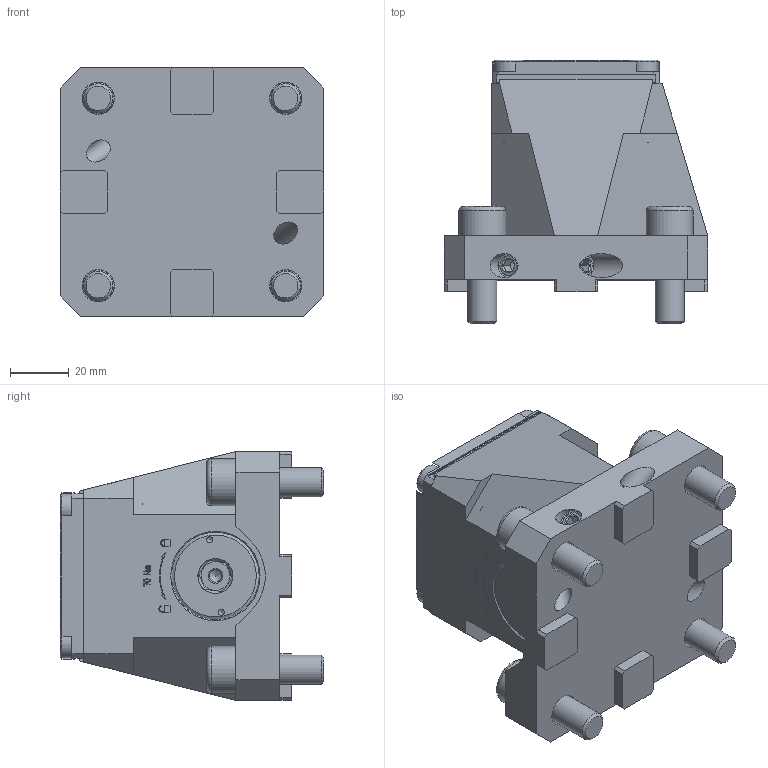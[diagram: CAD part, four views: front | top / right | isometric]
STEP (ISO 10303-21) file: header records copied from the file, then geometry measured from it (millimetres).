
FILE_DESCRIPTION (( 'STEP AP214' ), '1' );
FILE_NAME ('RER.PB5.BM5.075-11.STEP', '2019-07-04T10:31:32', ( '' ), ( '' ), 'SwSTEP 2.0', 'SolidWorks 2017', '' );
FILE_SCHEMA (( 'AUTOMOTIVE_DESIGN' ));
Length unit declared in the file: millimetre
Products named in the file (23): O-Ring_1.50-AD31.50; 18513_Zugfeder_0.32x1.80x21; O-Ring_1.50-AD20.00; O-Ring_1.50-AD15.00; 777.18513.002.1.01.01.01; DIN 3771 - 17x2; RER.PB5.BM5.075-11; ISO 8752 3x10; 763.18513.001.1; DIN 7984 - M6 x 16; ISO 4026 - M8 x 8; U50-PS5.029.008_C; 786.19200.106.0; ISO 4762 - M4 x 40_PreviewCfg; ISO 4762 - M10 x 30; 765.18513.001.0.05; U50-PS5.BER.042_B; U50-PS5.BER.003_A; ISO 4026 - M5 x 5; RER-PB5.BM5.075-11_B; U50-PS5.BER.005_A; U50-PS5.BER.008_180ø gedreht; 986.19200.000.1
Assembly tree (38 placements, depth 4):
  RER.PB5.BM5.075-11
    RER-PB5.BM5.075-11_B
    U50-PS5.BER.008_180ø gedreht
      U50-PS5.029.008_C
      U50-PS5.BER.042_B
      ISO 4762 - M4 x 40_PreviewCfg  x2
      DIN 7984 - M6 x 16  x4
      U50-PS5.BER.003_A
      986.19200.000.1
        777.18513.002.1.01.01.01  x2
        765.18513.001.0.05  x6
        O-Ring_1.50-AD31.50
        O-Ring_1.50-AD20.00
        O-Ring_1.50-AD15.00
        763.18513.001.1
        18513_Zugfeder_0.32x1.80x21
        786.19200.106.0
      U50-PS5.BER.005_A
      DIN 3771 - 17x2
      ISO 4026 - M5 x 5
      ISO 8752 3x10
    ISO 4762 - M10 x 30  x4
    ISO 4026 - M8 x 8  x4
Bounding box: 90 x 90 x 85 mm (x, y, z)
Volume: 311140.7 mm3; surface area: 109528.6 mm2
Topology: 36 solids, 36 shells, 1040 faces, 2834 edges, 1886 vertices
Faces by surface type: plane 493, cylinder 216, cone 182, bspline 116, torus 31, sphere 2
Full cylindrical faces by diameter (mm): 2.1 x2, 3 x3, 3.3 x2, 4 x2, 4.17 x3, 4.2 x7, 5 x5, 6 x4, 6.2 x4, 6.8 x9, 7 x3, 7.1 x1, 8 x4, 8.2 x4, 9.8 x1, 10 x8, 11 x4, 12 x1, 12.8 x2, 12.9 x1, 13 x2, 14.95 x1, 15 x3, 15.8 x1, 16 x4, 17.8 x2, 19 x1, 19.7 x1, 20 x4, 20.7 x1
Entity records: 30374 total; most frequent: CARTESIAN_POINT 11635, ORIENTED_EDGE 3034, DIRECTION 2814, EDGE_CURVE 1517, VERTEX_POINT 1167, AXIS2_PLACEMENT_3D 1059, EDGE_LOOP 924, FACE_OUTER_BOUND 752
